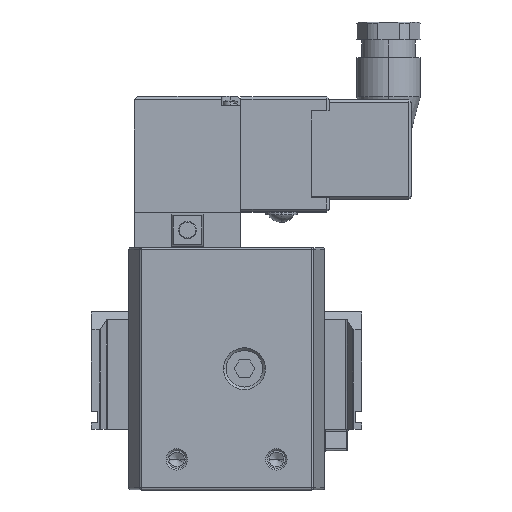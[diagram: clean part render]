
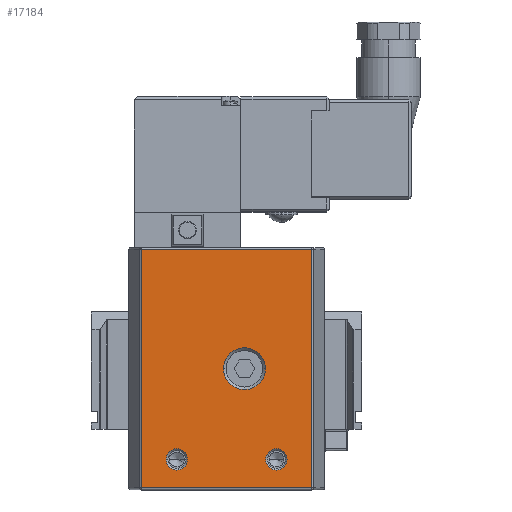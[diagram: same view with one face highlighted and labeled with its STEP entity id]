
A CAD part, top view. The second image highlights one B-rep face of the part: STEP entity #17184.
In plain terms, the highlighted planar face has unit normal (0, 0, 1).
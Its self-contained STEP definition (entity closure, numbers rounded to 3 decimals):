
#93 = EDGE_CURVE ( 'NONE', #9166, #7045, #6592, .T. ) ;
#97 = ORIENTED_EDGE ( 'NONE', *, *, #13317, .T. ) ;
#114 = ORIENTED_EDGE ( 'NONE', *, *, #9849, .T. ) ;
#410 = EDGE_CURVE ( 'NONE', #11788, #13590, #5252, .T. ) ;
#418 = AXIS2_PLACEMENT_3D ( 'NONE', #13399, #570, #9079 ) ;
#570 = DIRECTION ( 'NONE',  ( 0., 0., -1. ) ) ;
#629 = CARTESIAN_POINT ( 'NONE',  ( 10.894, -2., 24. ) ) ;
#821 = VERTEX_POINT ( 'NONE', #11524 ) ;
#1216 = AXIS2_PLACEMENT_3D ( 'NONE', #2045, #6373, #5409 ) ;
#1359 = DIRECTION ( 'NONE',  ( 0., 0., -1. ) ) ;
#1397 = CARTESIAN_POINT ( 'NONE',  ( 5., -2., 24. ) ) ;
#2045 = CARTESIAN_POINT ( 'NONE',  ( 14., -27.5, 24. ) ) ;
#2136 = VERTEX_POINT ( 'NONE', #16364 ) ;
#2605 = CIRCLE ( 'NONE', #8230, 3. ) ;
#2667 = VECTOR ( 'NONE', #12703, 1000. ) ;
#2858 = LINE ( 'NONE', #14138, #2667 ) ;
#3182 = ORIENTED_EDGE ( 'NONE', *, *, #9006, .T. ) ;
#3299 = EDGE_CURVE ( 'NONE', #7737, #8428, #7473, .T. ) ;
#3376 = ORIENTED_EDGE ( 'NONE', *, *, #14909, .T. ) ;
#3445 = ORIENTED_EDGE ( 'NONE', *, *, #410, .T. ) ;
#3534 = CARTESIAN_POINT ( 'NONE',  ( -24.3, 31.5, 24. ) ) ;
#3866 = EDGE_CURVE ( 'NONE', #7215, #7737, #2858, .T. ) ;
#4494 = CARTESIAN_POINT ( 'NONE',  ( 17., -27.5, 24. ) ) ;
#5160 = EDGE_LOOP ( 'NONE', ( #13167, #17140, #97, #15448 ) ) ;
#5213 = EDGE_LOOP ( 'NONE', ( #3376, #3445 ) ) ;
#5252 = CIRCLE ( 'NONE', #11816, 5.894 ) ;
#5409 = DIRECTION ( 'NONE',  ( -1., 0., 0. ) ) ;
#5524 = ORIENTED_EDGE ( 'NONE', *, *, #8327, .T. ) ;
#5630 = VECTOR ( 'NONE', #7165, 1000. ) ;
#5659 = DIRECTION ( 'NONE',  ( -1., 0., 0. ) ) ;
#5677 = DIRECTION ( 'NONE',  ( 0., 0., -1. ) ) ;
#5683 = CARTESIAN_POINT ( 'NONE',  ( 5., -2., 24. ) ) ;
#6373 = DIRECTION ( 'NONE',  ( 0., 0., -1. ) ) ;
#6592 = CIRCLE ( 'NONE', #1216, 3. ) ;
#6809 = EDGE_LOOP ( 'NONE', ( #5524, #15397 ) ) ;
#7045 = VERTEX_POINT ( 'NONE', #4494 ) ;
#7108 = VECTOR ( 'NONE', #10126, 1000. ) ;
#7152 = FACE_BOUND ( 'NONE', #5213, .T. ) ;
#7165 = DIRECTION ( 'NONE',  ( -1., 0., 0. ) ) ;
#7195 = AXIS2_PLACEMENT_3D ( 'NONE', #9854, #13949, #7535 ) ;
#7215 = VERTEX_POINT ( 'NONE', #9499 ) ;
#7301 = VECTOR ( 'NONE', #10191, 1000. ) ;
#7350 = CARTESIAN_POINT ( 'NONE',  ( 23.916, 31.5, 24. ) ) ;
#7456 = CARTESIAN_POINT ( 'NONE',  ( 24.3, 32., 24. ) ) ;
#7473 = LINE ( 'NONE', #12686, #7301 ) ;
#7535 = DIRECTION ( 'NONE',  ( -1., 0., 0. ) ) ;
#7737 = VERTEX_POINT ( 'NONE', #17078 ) ;
#8139 = PLANE ( 'NONE',  #16033 ) ;
#8230 = AXIS2_PLACEMENT_3D ( 'NONE', #11771, #11736, #11708 ) ;
#8327 = EDGE_CURVE ( 'NONE', #7045, #9166, #15016, .T. ) ;
#8428 = VERTEX_POINT ( 'NONE', #7350 ) ;
#8653 = CARTESIAN_POINT ( 'NONE',  ( -0.894, -2., 24. ) ) ;
#9006 = EDGE_CURVE ( 'NONE', #9755, #821, #10499, .T. ) ;
#9079 = DIRECTION ( 'NONE',  ( -1., 0., 0. ) ) ;
#9166 = VERTEX_POINT ( 'NONE', #13356 ) ;
#9434 = CIRCLE ( 'NONE', #11491, 5.894 ) ;
#9499 = CARTESIAN_POINT ( 'NONE',  ( -23.916, -35.5, 24. ) ) ;
#9755 = VERTEX_POINT ( 'NONE', #14236 ) ;
#9849 = EDGE_CURVE ( 'NONE', #821, #9755, #2605, .T. ) ;
#9854 = CARTESIAN_POINT ( 'NONE',  ( -14., -27.5, 24. ) ) ;
#10126 = DIRECTION ( 'NONE',  ( 0., -1., 0. ) ) ;
#10191 = DIRECTION ( 'NONE',  ( 0., 1., 0. ) ) ;
#10300 = CARTESIAN_POINT ( 'NONE',  ( -23.916, 32., 24. ) ) ;
#10499 = CIRCLE ( 'NONE', #7195, 3. ) ;
#11456 = DIRECTION ( 'NONE',  ( -1., 0., 0. ) ) ;
#11491 = AXIS2_PLACEMENT_3D ( 'NONE', #5683, #5677, #5659 ) ;
#11524 = CARTESIAN_POINT ( 'NONE',  ( -11., -27.5, 24. ) ) ;
#11708 = DIRECTION ( 'NONE',  ( -1., 0., 0. ) ) ;
#11736 = DIRECTION ( 'NONE',  ( 0., 0., -1. ) ) ;
#11771 = CARTESIAN_POINT ( 'NONE',  ( -14., -27.5, 24. ) ) ;
#11788 = VERTEX_POINT ( 'NONE', #8653 ) ;
#11816 = AXIS2_PLACEMENT_3D ( 'NONE', #1397, #1359, #11456 ) ;
#12316 = EDGE_CURVE ( 'NONE', #2136, #7215, #12333, .T. ) ;
#12333 = LINE ( 'NONE', #10300, #7108 ) ;
#12686 = CARTESIAN_POINT ( 'NONE',  ( 23.916, 32., 24. ) ) ;
#12703 = DIRECTION ( 'NONE',  ( 1., 0., 0. ) ) ;
#12974 = FACE_BOUND ( 'NONE', #6809, .T. ) ;
#13167 = ORIENTED_EDGE ( 'NONE', *, *, #3866, .T. ) ;
#13317 = EDGE_CURVE ( 'NONE', #8428, #2136, #14580, .T. ) ;
#13356 = CARTESIAN_POINT ( 'NONE',  ( 11., -27.5, 24. ) ) ;
#13399 = CARTESIAN_POINT ( 'NONE',  ( 14., -27.5, 24. ) ) ;
#13410 = FACE_BOUND ( 'NONE', #14587, .T. ) ;
#13590 = VERTEX_POINT ( 'NONE', #629 ) ;
#13949 = DIRECTION ( 'NONE',  ( 0., 0., -1. ) ) ;
#14138 = CARTESIAN_POINT ( 'NONE',  ( 24.3, -35.5, 24. ) ) ;
#14236 = CARTESIAN_POINT ( 'NONE',  ( -17., -27.5, 24. ) ) ;
#14328 = DIRECTION ( 'NONE',  ( -1., 0., 0. ) ) ;
#14578 = DIRECTION ( 'NONE',  ( 0., 0., -1. ) ) ;
#14580 = LINE ( 'NONE', #3534, #5630 ) ;
#14587 = EDGE_LOOP ( 'NONE', ( #114, #3182 ) ) ;
#14909 = EDGE_CURVE ( 'NONE', #13590, #11788, #9434, .T. ) ;
#15016 = CIRCLE ( 'NONE', #418, 3. ) ;
#15397 = ORIENTED_EDGE ( 'NONE', *, *, #93, .T. ) ;
#15448 = ORIENTED_EDGE ( 'NONE', *, *, #12316, .T. ) ;
#16033 = AXIS2_PLACEMENT_3D ( 'NONE', #7456, #14578, #14328 ) ;
#16364 = CARTESIAN_POINT ( 'NONE',  ( -23.916, 31.5, 24. ) ) ;
#17078 = CARTESIAN_POINT ( 'NONE',  ( 23.916, -35.5, 24. ) ) ;
#17105 = FACE_OUTER_BOUND ( 'NONE', #5160, .T. ) ;
#17140 = ORIENTED_EDGE ( 'NONE', *, *, #3299, .T. ) ;
#17184 = ADVANCED_FACE ( 'NONE', ( #17105, #7152, #13410, #12974 ), #8139, .F. ) ;
